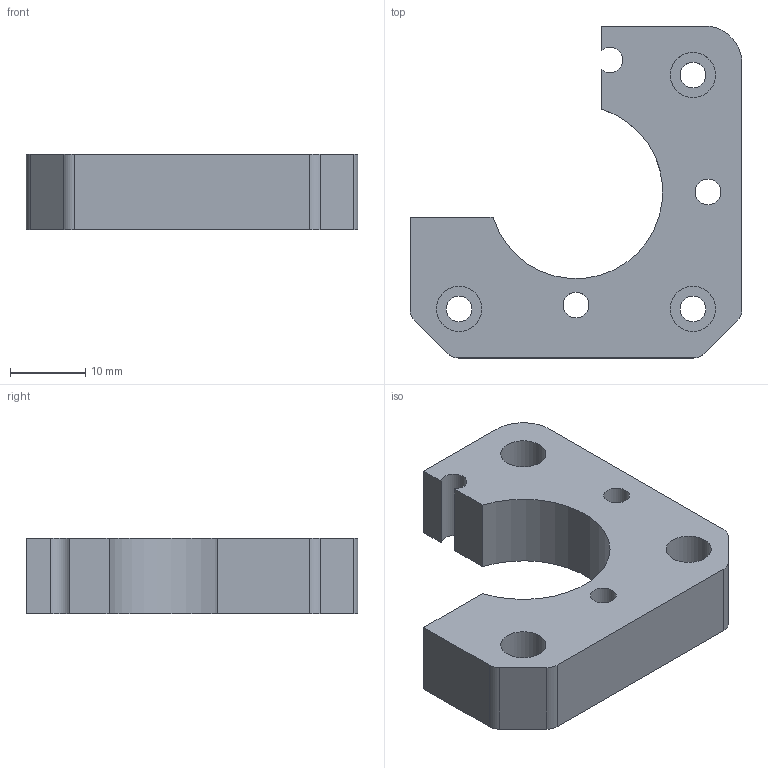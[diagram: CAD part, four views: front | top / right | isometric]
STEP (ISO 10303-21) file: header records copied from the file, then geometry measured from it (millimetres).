
FILE_DESCRIPTION(/* description */ ('FreeCAD Model'),/* implementation_level */ '2;1');
FILE_NAME(/* name */ 'Drakon_Base.stp',/* time_stamp */ '2020-03-21T12:38:38+00:00',/* author */ ('Ax'),/* organization */ (''),/* preprocessor_version */ 'ST-DEVELOPER v17',/* originating_system */ 'Autodesk Inventor 2019',/* authorisation */ 'Unknown');
FILE_SCHEMA (('AUTOMOTIVE_DESIGN { 1 0 10303 214 3 1 1 }'));
Length unit declared in the file: millimetre
Products named in the file (1): RAMPSDrakon_Base
Bounding box: 44 x 44 x 10 mm (x, y, z)
Volume: 9306.8 mm3; surface area: 4614.4 mm2
Topology: 1 solids, 1 shells, 43 faces, 124 edges, 88 vertices
Faces by surface type: plane 28, cylinder 15
Full cylindrical faces by diameter (mm): 3.4 x5, 6 x3
Entity records: 1518 total; most frequent: DIRECTION 258, CARTESIAN_POINT 256, ORIENTED_EDGE 248, EDGE_CURVE 124, AXIS2_PLACEMENT_3D 90, VERTEX_POINT 88, LINE 78, VECTOR 78
